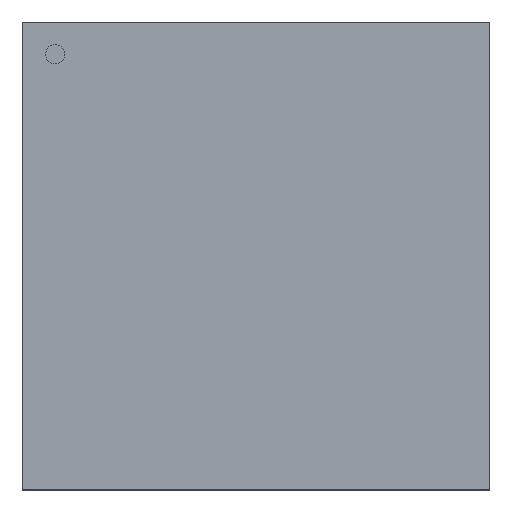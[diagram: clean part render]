
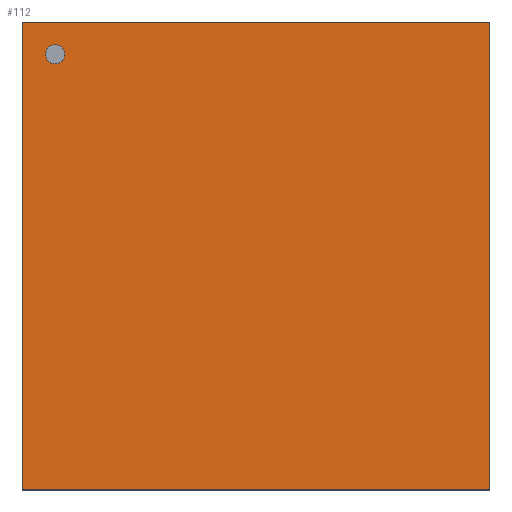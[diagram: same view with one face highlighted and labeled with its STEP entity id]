
A CAD part, top view. The second image highlights one B-rep face of the part: STEP entity #112.
In plain terms, the highlighted planar face has unit normal (0, 0, 1).
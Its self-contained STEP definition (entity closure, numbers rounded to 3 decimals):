
#32 = VERTEX_POINT('',#33);
#33 = CARTESIAN_POINT('',(-6.,6.,0.9));
#39 = EDGE_CURVE('',#32,#40,#42,.T.);
#40 = VERTEX_POINT('',#41);
#41 = CARTESIAN_POINT('',(6.,6.,0.9));
#42 = LINE('',#43,#44);
#43 = CARTESIAN_POINT('',(-6.,6.,0.9));
#44 = VECTOR('',#45,1.);
#45 = DIRECTION('',(1.,0.,0.));
#94 = EDGE_CURVE('',#40,#95,#97,.T.);
#95 = VERTEX_POINT('',#96);
#96 = CARTESIAN_POINT('',(6.,-6.,0.9));
#97 = LINE('',#98,#99);
#98 = CARTESIAN_POINT('',(6.,6.,0.9));
#99 = VECTOR('',#100,1.);
#100 = DIRECTION('',(0.,-1.,0.));
#112 = ADVANCED_FACE('',(#113,#131),#142,.F.);
#113 = FACE_BOUND('',#114,.F.);
#114 = EDGE_LOOP('',(#115,#116,#117,#125));
#115 = ORIENTED_EDGE('',*,*,#39,.T.);
#116 = ORIENTED_EDGE('',*,*,#94,.T.);
#117 = ORIENTED_EDGE('',*,*,#118,.T.);
#118 = EDGE_CURVE('',#95,#119,#121,.T.);
#119 = VERTEX_POINT('',#120);
#120 = CARTESIAN_POINT('',(-6.,-6.,0.9));
#121 = LINE('',#122,#123);
#122 = CARTESIAN_POINT('',(6.,-6.,0.9));
#123 = VECTOR('',#124,1.);
#124 = DIRECTION('',(-1.,0.,0.));
#125 = ORIENTED_EDGE('',*,*,#126,.T.);
#126 = EDGE_CURVE('',#119,#32,#127,.T.);
#127 = LINE('',#128,#129);
#128 = CARTESIAN_POINT('',(-6.,-6.,0.9));
#129 = VECTOR('',#130,1.);
#130 = DIRECTION('',(0.,1.,0.));
#131 = FACE_BOUND('',#132,.F.);
#132 = EDGE_LOOP('',(#133));
#133 = ORIENTED_EDGE('',*,*,#134,.T.);
#134 = EDGE_CURVE('',#135,#135,#137,.T.);
#135 = VERTEX_POINT('',#136);
#136 = CARTESIAN_POINT('',(-4.906,5.172,0.9));
#137 = CIRCLE('',#138,0.246);
#138 = AXIS2_PLACEMENT_3D('',#139,#140,#141);
#139 = CARTESIAN_POINT('',(-5.152,5.172,0.9));
#140 = DIRECTION('',(0.,0.,1.));
#141 = DIRECTION('',(1.,0.,0.));
#142 = PLANE('',#143);
#143 = AXIS2_PLACEMENT_3D('',#144,#145,#146);
#144 = CARTESIAN_POINT('',(0.,0.,0.9));
#145 = DIRECTION('',(-0.,-0.,-1.));
#146 = DIRECTION('',(-1.,0.,0.));
